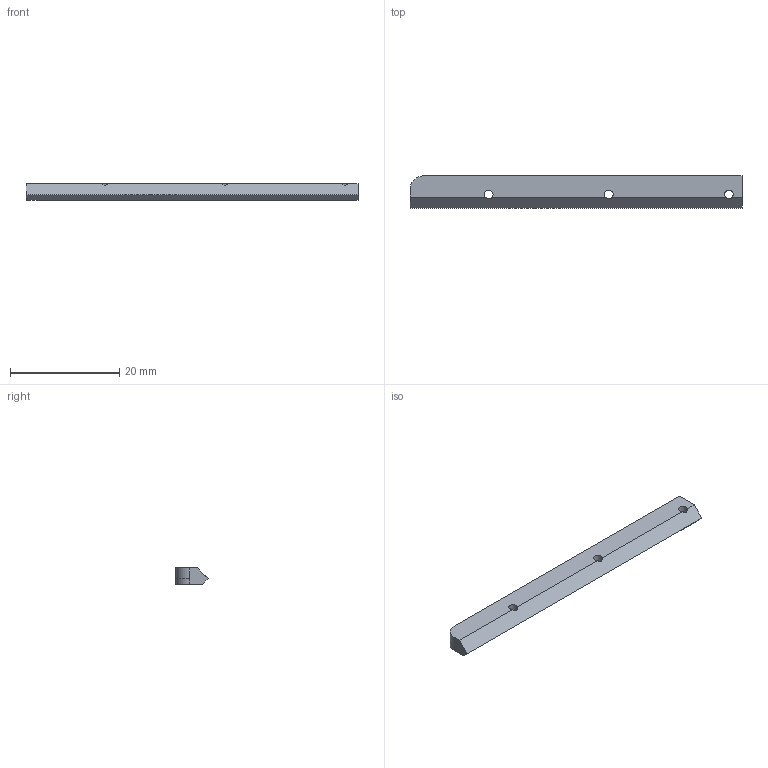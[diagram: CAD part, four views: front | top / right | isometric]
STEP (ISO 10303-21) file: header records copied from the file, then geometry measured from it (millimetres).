
FILE_DESCRIPTION (( 'STEP AP214' ), '1' );
FILE_NAME ('CardWedgePosXShort.STEP', '2020-07-20T20:14:42', ( '' ), ( '' ), 'SwSTEP 2.0', 'SolidWorks 2019', '' );
FILE_SCHEMA (( 'AUTOMOTIVE_DESIGN' ));
Length unit declared in the file: millimetre
Products named in the file (1): CardWedgePosXShort
Bounding box: 60.8 x 5.9 x 3 mm (x, y, z)
Volume: 902.1 mm3; surface area: 1031.9 mm2
Topology: 1 solids, 1 shells, 15 faces, 48 edges, 32 vertices
Faces by surface type: cylinder 8, plane 7
Entity records: 652 total; most frequent: CARTESIAN_POINT 105, ORIENTED_EDGE 96, DIRECTION 95, EDGE_CURVE 48, AXIS2_PLACEMENT_3D 34, VERTEX_POINT 32, LINE 27, VECTOR 27
